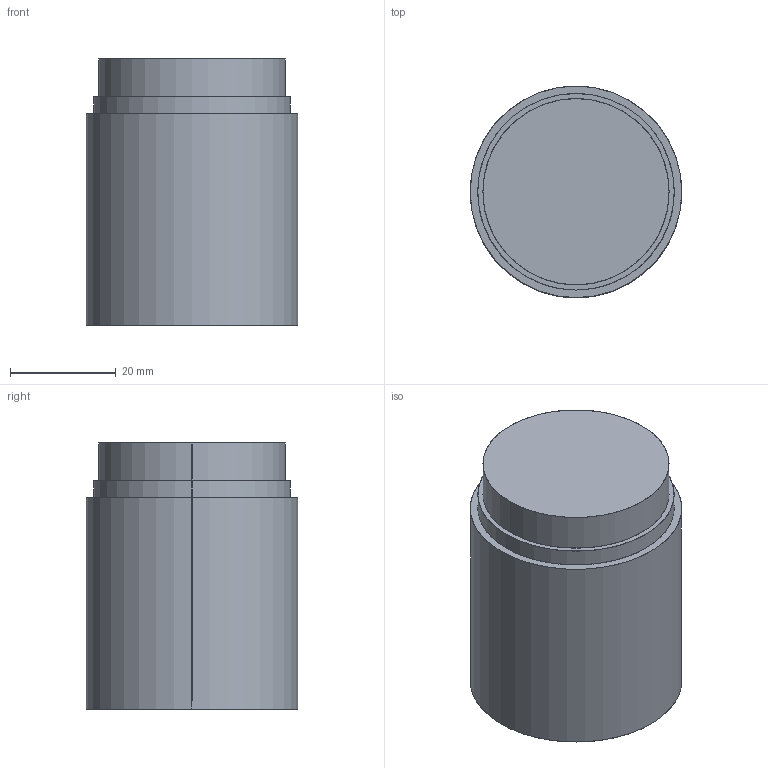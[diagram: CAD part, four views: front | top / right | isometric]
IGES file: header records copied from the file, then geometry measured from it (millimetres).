
Start section: SolidWorks IGES file using analytic representation for surfaces
Global section: file name: LR4(03)-01.IGS; native system: SolidWorks 2015; preprocessor: SolidWorks 2015; author: 113; date: 160830.100400; units: millimetre
Bounding box: 40 x 40 x 50.3 mm (x, y, z)
Surface area: 9857.1 mm2 (no closed solid volume)
Topology: 0 solids, 0 shells, 16 faces, 680 edges, 680 vertices
Faces by surface type: revolution 10, bspline 6
